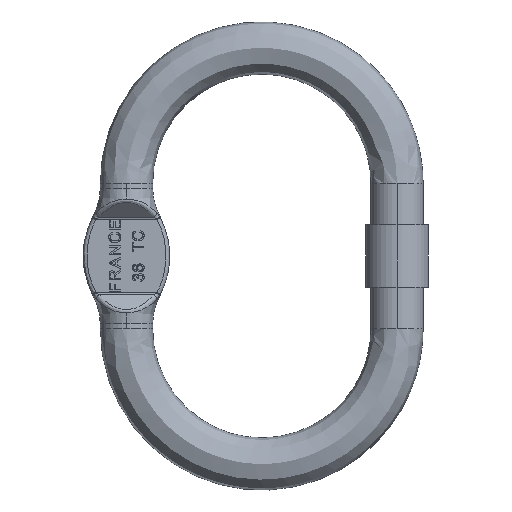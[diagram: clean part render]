
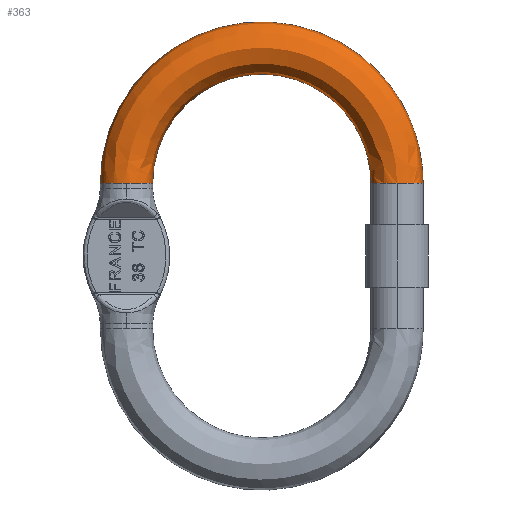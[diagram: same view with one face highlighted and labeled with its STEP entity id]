
A CAD part, top view. The second image highlights one B-rep face of the part: STEP entity #363.
In plain terms, the highlighted free-form (B-spline) face has degree [3, 3] with [7, 4] control points.
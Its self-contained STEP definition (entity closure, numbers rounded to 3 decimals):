
#363=ADVANCED_FACE('NONE',(#1045),#1046,.T.);
#1045=FACE_OUTER_BOUND('',#2296,.T.);
#1046=(B_SPLINE_SURFACE(3,3,((#2298,#2299,#2300,#2301),(#2302,#2303,#2304,#2305),(#2306,#2307,#2308,#2309),(#2310,#2311,#2312,#2313),(#2314,#2315,#2316,#2317),(#2318,#2319,#2320,#2321),(#2322,#2323,#2324,#2325)),.UNSPECIFIED.,.T.,.F.,.F.)B_SPLINE_SURFACE_WITH_KNOTS((4,3,4),(4,4),(0.0,0.5,1.0),(0.0,1.0),.UNSPECIFIED.)RATIONAL_B_SPLINE_SURFACE(((1.0,0.333,0.333,1.0),(0.333,0.111,0.111,0.333),(0.333,0.111,0.111,0.333),(1.0,0.333,0.333,1.0),(0.333,0.111,0.111,0.333),(0.333,0.111,0.111,0.333),(1.0,0.333,0.333,1.0)))BOUNDED_SURFACE()REPRESENTATION_ITEM('')GEOMETRIC_REPRESENTATION_ITEM()SURFACE());
#2296=EDGE_LOOP('',(#7960,#7961,#7962,#7963,#7964,#7965));
#2298=CARTESIAN_POINT('',(111.0,50.0,0.0));
#2299=CARTESIAN_POINT('',(111.0,272.0,0.0));
#2300=CARTESIAN_POINT('',(-111.0,272.0,0.0));
#2301=CARTESIAN_POINT('',(-111.0,50.0,0.0));
#2302=CARTESIAN_POINT('',(111.0,50.0,-36.0));
#2303=CARTESIAN_POINT('',(111.0,272.0,-36.0));
#2304=CARTESIAN_POINT('',(-111.0,272.0,-36.0));
#2305=CARTESIAN_POINT('',(-111.0,50.0,-36.0));
#2306=CARTESIAN_POINT('',(75.,50.0,-36.0));
#2307=CARTESIAN_POINT('',(75.,200.0,-36.0));
#2308=CARTESIAN_POINT('',(-75.0,200.0,-36.0));
#2309=CARTESIAN_POINT('',(-75.,50.0,-36.0));
#2310=CARTESIAN_POINT('',(75.0,50.0,0.));
#2311=CARTESIAN_POINT('',(75.,200.0,0.));
#2312=CARTESIAN_POINT('',(-75.,200.0,0.));
#2313=CARTESIAN_POINT('',(-75.0,50.0,0.));
#2314=CARTESIAN_POINT('',(75.,50.0,36.0));
#2315=CARTESIAN_POINT('',(75.,200.0,36.0));
#2316=CARTESIAN_POINT('',(-75.0,200.0,36.0));
#2317=CARTESIAN_POINT('',(-75.,50.0,36.0));
#2318=CARTESIAN_POINT('',(111.0,50.0,36.0));
#2319=CARTESIAN_POINT('',(111.0,272.0,36.0));
#2320=CARTESIAN_POINT('',(-111.0,272.0,36.0));
#2321=CARTESIAN_POINT('',(-111.0,50.0,36.0));
#2322=CARTESIAN_POINT('',(111.0,50.0,0.0));
#2323=CARTESIAN_POINT('',(111.0,272.0,0.0));
#2324=CARTESIAN_POINT('',(-111.0,272.0,0.0));
#2325=CARTESIAN_POINT('',(-111.0,50.0,0.0));
#7960=ORIENTED_EDGE('',*,*,#10608,.F.);
#7961=ORIENTED_EDGE('',*,*,#10609,.F.);
#7962=ORIENTED_EDGE('',*,*,#10610,.F.);
#7963=ORIENTED_EDGE('',*,*,#10611,.T.);
#7964=ORIENTED_EDGE('',*,*,#10612,.F.);
#7965=ORIENTED_EDGE('',*,*,#10613,.F.);
#10608=EDGE_CURVE('',#11832,#11833,#11834,.T.);
#10609=EDGE_CURVE('NONE',#11835,#11832,#11836,.T.);
#10610=EDGE_CURVE('NONE',#11837,#11835,#11838,.T.);
#10611=EDGE_CURVE('',#11837,#11839,#11840,.T.);
#10612=EDGE_CURVE('NONE',#11841,#11839,#11842,.T.);
#10613=EDGE_CURVE('NONE',#11833,#11841,#11843,.T.);
#11832=VERTEX_POINT('',#13902);
#11833=VERTEX_POINT('',#13903);
#11834=(B_SPLINE_CURVE(3,(#13905,#13906,#13907,#13908),.UNSPECIFIED.,.F.,.F.)B_SPLINE_CURVE_WITH_KNOTS((4,4),(-1.0,-0.0),.UNSPECIFIED.)RATIONAL_B_SPLINE_CURVE((1.0,0.333,0.333,1.0))BOUNDED_CURVE()REPRESENTATION_ITEM('')GEOMETRIC_REPRESENTATION_ITEM()CURVE());
#11835=VERTEX_POINT('NONE',#13915);
#11836=CIRCLE('',#13916,18.0);
#11837=VERTEX_POINT('',#13917);
#11838=CIRCLE('',#13918,18.0);
#11839=VERTEX_POINT('',#13919);
#11840=(B_SPLINE_CURVE(3,(#13921,#13922,#13923,#13924),.UNSPECIFIED.,.F.,.F.)B_SPLINE_CURVE_WITH_KNOTS((4,4),(-1.0,-0.0),.UNSPECIFIED.)RATIONAL_B_SPLINE_CURVE((1.0,0.333,0.333,1.0))BOUNDED_CURVE()REPRESENTATION_ITEM('')GEOMETRIC_REPRESENTATION_ITEM()CURVE());
#11841=VERTEX_POINT('',#13931);
#11842=CIRCLE('',#13932,18.0);
#11843=CIRCLE('',#13933,18.0);
#13902=CARTESIAN_POINT('',(-111.0,50.0,0.0));
#13903=CARTESIAN_POINT('',(111.0,50.0,0.0));
#13905=CARTESIAN_POINT('',(-111.0,50.0,0.0));
#13906=CARTESIAN_POINT('',(-111.0,272.0,0.0));
#13907=CARTESIAN_POINT('',(111.0,272.0,0.0));
#13908=CARTESIAN_POINT('',(111.0,50.0,0.0));
#13915=CARTESIAN_POINT('',(-93.,50.0,18.0));
#13916=AXIS2_PLACEMENT_3D('',#19940,#19941,#19942);
#13917=CARTESIAN_POINT('',(-75.0,50.0,0.));
#13918=AXIS2_PLACEMENT_3D('',#19943,#19944,#19945);
#13919=CARTESIAN_POINT('',(75.0,50.0,0.));
#13921=CARTESIAN_POINT('',(-75.0,50.0,0.));
#13922=CARTESIAN_POINT('',(-75.,200.0,0.));
#13923=CARTESIAN_POINT('',(75.,200.0,0.));
#13924=CARTESIAN_POINT('',(75.0,50.0,0.));
#13931=CARTESIAN_POINT('',(93.,50.0,18.0));
#13932=AXIS2_PLACEMENT_3D('',#19946,#19947,#19948);
#13933=AXIS2_PLACEMENT_3D('',#19949,#19950,#19951);
#19940=CARTESIAN_POINT('',(-93.,50.0,0.0));
#19941=DIRECTION('',(0.0,-1.0,0.0));
#19942=DIRECTION('',(0.0,0.0,1.0));
#19943=CARTESIAN_POINT('',(-93.,50.0,0.0));
#19944=DIRECTION('',(0.0,-1.0,0.0));
#19945=DIRECTION('',(0.0,0.0,1.0));
#19946=CARTESIAN_POINT('',(93.,50.0,0.0));
#19947=DIRECTION('',(0.0,-1.0,0.0));
#19948=DIRECTION('',(0.0,0.0,-1.0));
#19949=CARTESIAN_POINT('',(93.,50.0,0.0));
#19950=DIRECTION('',(0.0,-1.0,0.0));
#19951=DIRECTION('',(0.0,0.0,-1.0));
